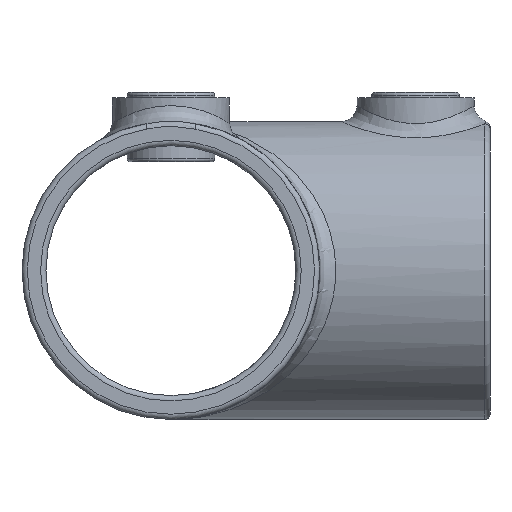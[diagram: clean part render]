
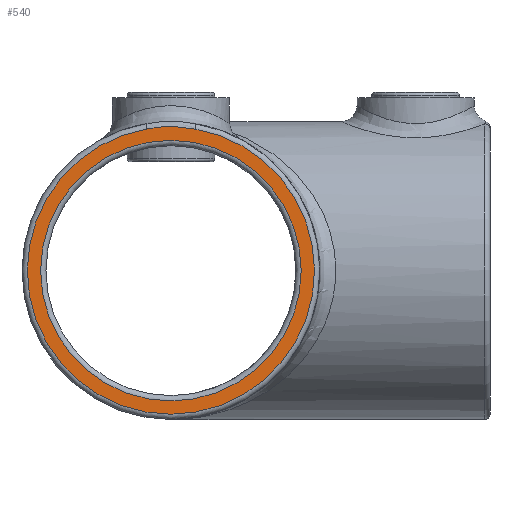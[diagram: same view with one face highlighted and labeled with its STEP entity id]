
A CAD part, left-side view. The second image highlights one B-rep face of the part: STEP entity #540.
In plain terms, the highlighted planar face has unit normal (-1, 0, 0).
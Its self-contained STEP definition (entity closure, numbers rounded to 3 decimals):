
#268 = CARTESIAN_POINT ( 'NONE',  ( -60., 55.474, 26.618 ) ) ;
#376 = CARTESIAN_POINT ( 'NONE',  ( -60., 58.5, 27.071 ) ) ;
#502 = CIRCLE ( 'NONE', #628, 27. ) ;
#531 = B_SPLINE_CURVE_WITH_KNOTS ( 'NONE', 3,
 ( #2202, #2608, #686, #376, #3462, #3004, #4260, #3852, #1950, #1456 ),
 .UNSPECIFIED., .F., .F.,
 ( 4, 2, 2, 2, 4 ),
 ( 0., 0.002, 0.005, 0.007, 0.009 ),
 .UNSPECIFIED. ) ;
#540 = ADVANCED_FACE ( 'NONE', ( #2512, #3957 ), #2738, .F. ) ;
#628 = AXIS2_PLACEMENT_3D ( 'NONE', #4233, #3528, #3888 ) ;
#686 = CARTESIAN_POINT ( 'NONE',  ( -60., 56.988, 26.88 ) ) ;
#1197 = ORIENTED_EDGE ( 'NONE', *, *, #4082, .T. ) ;
#1208 = CARTESIAN_POINT ( 'NONE',  ( -60., 60., 0. ) ) ;
#1362 = CARTESIAN_POINT ( 'NONE',  ( -60., 64.526, 26.618 ) ) ;
#1456 = CARTESIAN_POINT ( 'NONE',  ( -60., 64.526, 26.618 ) ) ;
#1591 = DIRECTION ( 'NONE',  ( 1., 0., 0. ) ) ;
#1719 = AXIS2_PLACEMENT_3D ( 'NONE', #3209, #2050, #4397 ) ;
#1726 = CIRCLE ( 'NONE', #1719, 24.5 ) ;
#1822 = CARTESIAN_POINT ( 'NONE',  ( -60., 60., -24.5 ) ) ;
#1909 = EDGE_CURVE ( 'NONE', #3043, #3043, #1726, .T. ) ;
#1950 = CARTESIAN_POINT ( 'NONE',  ( -60., 63.774, 26.746 ) ) ;
#2050 = DIRECTION ( 'NONE',  ( 1., 0., 0. ) ) ;
#2071 = EDGE_CURVE ( 'NONE', #3607, #4991, #531, .T. ) ;
#2202 = CARTESIAN_POINT ( 'NONE',  ( -60., 55.474, 26.618 ) ) ;
#2279 = ORIENTED_EDGE ( 'NONE', *, *, #1909, .T. ) ;
#2457 = EDGE_LOOP ( 'NONE', ( #1197, #3069 ) ) ;
#2512 = FACE_OUTER_BOUND ( 'NONE', #2457, .T. ) ;
#2608 = CARTESIAN_POINT ( 'NONE',  ( -60., 56.231, 26.747 ) ) ;
#2738 = PLANE ( 'NONE',  #3427 ) ;
#3004 = CARTESIAN_POINT ( 'NONE',  ( -60., 60.764, 27.127 ) ) ;
#3043 = VERTEX_POINT ( 'NONE', #1822 ) ;
#3069 = ORIENTED_EDGE ( 'NONE', *, *, #2071, .T. ) ;
#3209 = CARTESIAN_POINT ( 'NONE',  ( -60., 60., 0. ) ) ;
#3427 = AXIS2_PLACEMENT_3D ( 'NONE', #1208, #1591, #4311 ) ;
#3462 = CARTESIAN_POINT ( 'NONE',  ( -60., 59.256, 27.127 ) ) ;
#3478 = EDGE_LOOP ( 'NONE', ( #2279 ) ) ;
#3528 = DIRECTION ( 'NONE',  ( -1., 0., 0. ) ) ;
#3607 = VERTEX_POINT ( 'NONE', #268 ) ;
#3852 = CARTESIAN_POINT ( 'NONE',  ( -60., 63.022, 26.878 ) ) ;
#3888 = DIRECTION ( 'NONE',  ( 0., 0., -1. ) ) ;
#3957 = FACE_BOUND ( 'NONE', #3478, .T. ) ;
#4082 = EDGE_CURVE ( 'NONE', #4991, #3607, #502, .T. ) ;
#4233 = CARTESIAN_POINT ( 'NONE',  ( -60., 60., 0. ) ) ;
#4260 = CARTESIAN_POINT ( 'NONE',  ( -60., 61.517, 27.069 ) ) ;
#4311 = DIRECTION ( 'NONE',  ( 0., 0., -1. ) ) ;
#4397 = DIRECTION ( 'NONE',  ( 0., 0., -1. ) ) ;
#4991 = VERTEX_POINT ( 'NONE', #1362 ) ;
